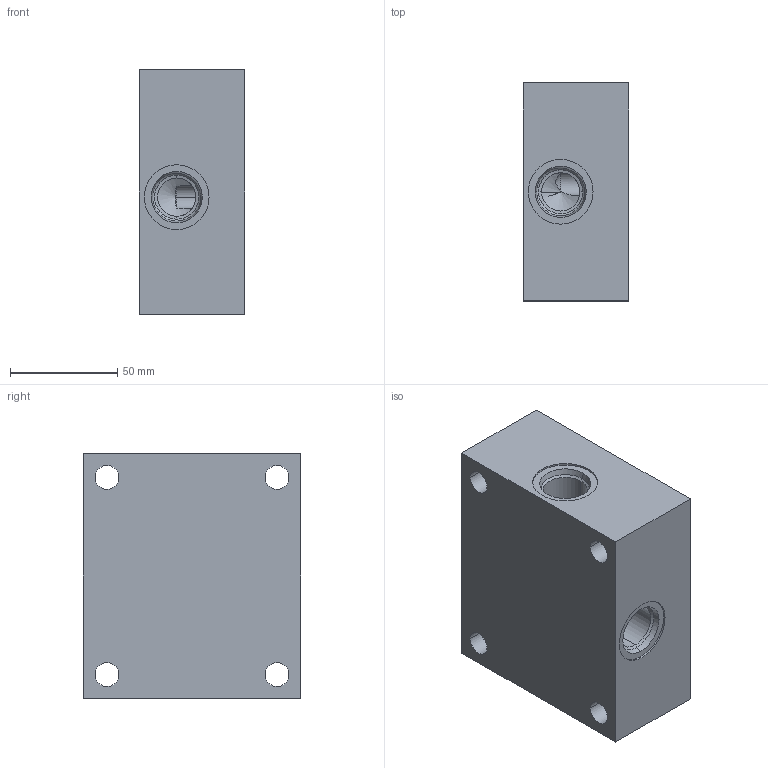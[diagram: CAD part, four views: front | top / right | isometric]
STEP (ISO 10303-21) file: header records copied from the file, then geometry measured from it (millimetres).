
FILE_DESCRIPTION((''),'2;1');
FILE_NAME('FSK_ASM','2020-11-03T',('ProEService'),(''),'PRO/ENGINEER BY PARAMETRIC TECHNOLOGY CORPORATION, 2014200','PRO/ENGINEER BY PARAMETRIC TECHNOLOGY CORPORATION, 2014200','');
FILE_SCHEMA(('CONFIG_CONTROL_DESIGN'));
Length unit declared in the file: inch
Products named in the file (3): 151-114-002; 340-004; FSK_ASM
Assembly tree (2 placements, depth 2):
  FSK_ASM
    151-114-002
    340-004
Bounding box: 49.23 x 101.6 x 114.3 mm (x, y, z)
Volume: 466731.3 mm3; surface area: 70195.1 mm2
Topology: 2 solids, 2 shells, 169 faces, 614 edges, 547 vertices
Faces by surface type: cone 72, cylinder 67, plane 26, torus 4
Entity records: 7321 total; most frequent: CARTESIAN_POINT 2146, DIRECTION 1117, ORIENTED_EDGE 828, EDGE_CURVE 414, AXIS2_PLACEMENT_3D 379, VECTOR 359, LINE 359, VERTEX_POINT 258
